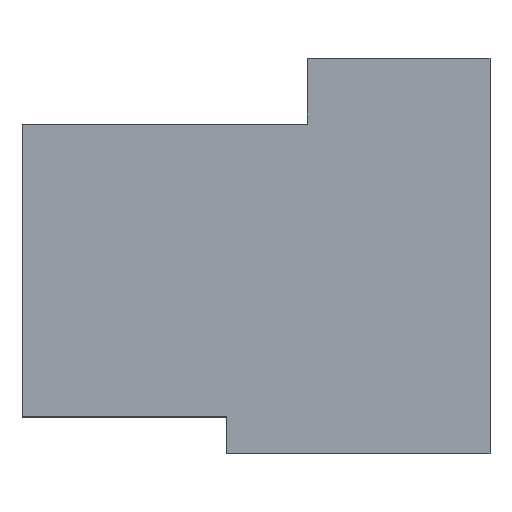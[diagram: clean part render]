
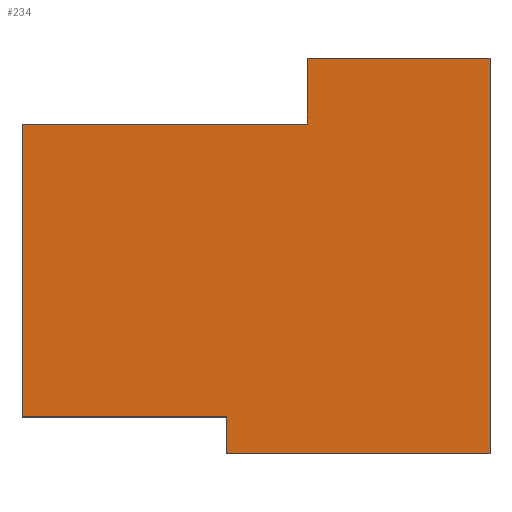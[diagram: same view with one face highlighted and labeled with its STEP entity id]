
A CAD part, top view. The second image highlights one B-rep face of the part: STEP entity #234.
In plain terms, the highlighted planar face has unit normal (0, 0, 1).
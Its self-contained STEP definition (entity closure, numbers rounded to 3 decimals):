
#24 = VERTEX_POINT('',#25);
#25 = CARTESIAN_POINT('',(-46.635,2.873,20.2));
#31 = EDGE_CURVE('',#24,#32,#34,.T.);
#32 = VERTEX_POINT('',#33);
#33 = CARTESIAN_POINT('',(-46.635,-17.127,20.2));
#34 = LINE('',#35,#36);
#35 = CARTESIAN_POINT('',(-46.635,2.873,20.2));
#36 = VECTOR('',#37,1.);
#37 = DIRECTION('',(0.,-1.,0.));
#64 = VERTEX_POINT('',#65);
#65 = CARTESIAN_POINT('',(-27.135,2.873,20.2));
#71 = EDGE_CURVE('',#64,#24,#72,.T.);
#72 = LINE('',#73,#74);
#73 = CARTESIAN_POINT('',(-27.135,2.873,20.2));
#74 = VECTOR('',#75,1.);
#75 = DIRECTION('',(-1.,0.,0.));
#93 = EDGE_CURVE('',#32,#94,#96,.T.);
#94 = VERTEX_POINT('',#95);
#95 = CARTESIAN_POINT('',(-32.635,-17.127,20.2));
#96 = LINE('',#97,#98);
#97 = CARTESIAN_POINT('',(-46.635,-17.127,20.2));
#98 = VECTOR('',#99,1.);
#99 = DIRECTION('',(1.,0.,0.));
#234 = ADVANCED_FACE('',(#235),#278,.F.);
#235 = FACE_BOUND('',#236,.T.);
#236 = EDGE_LOOP('',(#237,#238,#239,#247,#255,#263,#271,#277));
#237 = ORIENTED_EDGE('',*,*,#31,.T.);
#238 = ORIENTED_EDGE('',*,*,#93,.T.);
#239 = ORIENTED_EDGE('',*,*,#240,.T.);
#240 = EDGE_CURVE('',#94,#241,#243,.T.);
#241 = VERTEX_POINT('',#242);
#242 = CARTESIAN_POINT('',(-32.635,-19.627,20.2));
#243 = LINE('',#244,#245);
#244 = CARTESIAN_POINT('',(-32.635,-17.127,20.2));
#245 = VECTOR('',#246,1.);
#246 = DIRECTION('',(0.,-1.,0.));
#247 = ORIENTED_EDGE('',*,*,#248,.T.);
#248 = EDGE_CURVE('',#241,#249,#251,.T.);
#249 = VERTEX_POINT('',#250);
#250 = CARTESIAN_POINT('',(-14.635,-19.627,20.2));
#251 = LINE('',#252,#253);
#252 = CARTESIAN_POINT('',(-32.635,-19.627,20.2));
#253 = VECTOR('',#254,1.);
#254 = DIRECTION('',(1.,0.,0.));
#255 = ORIENTED_EDGE('',*,*,#256,.T.);
#256 = EDGE_CURVE('',#249,#257,#259,.T.);
#257 = VERTEX_POINT('',#258);
#258 = CARTESIAN_POINT('',(-14.635,7.373,20.2));
#259 = LINE('',#260,#261);
#260 = CARTESIAN_POINT('',(-14.635,-19.627,20.2));
#261 = VECTOR('',#262,1.);
#262 = DIRECTION('',(0.,1.,0.));
#263 = ORIENTED_EDGE('',*,*,#264,.T.);
#264 = EDGE_CURVE('',#257,#265,#267,.T.);
#265 = VERTEX_POINT('',#266);
#266 = CARTESIAN_POINT('',(-27.135,7.373,20.2));
#267 = LINE('',#268,#269);
#268 = CARTESIAN_POINT('',(-14.635,7.373,20.2));
#269 = VECTOR('',#270,1.);
#270 = DIRECTION('',(-1.,0.,0.));
#271 = ORIENTED_EDGE('',*,*,#272,.T.);
#272 = EDGE_CURVE('',#265,#64,#273,.T.);
#273 = LINE('',#274,#275);
#274 = CARTESIAN_POINT('',(-27.135,7.373,20.2));
#275 = VECTOR('',#276,1.);
#276 = DIRECTION('',(0.,-1.,0.));
#277 = ORIENTED_EDGE('',*,*,#71,.T.);
#278 = PLANE('',#279);
#279 = AXIS2_PLACEMENT_3D('',#280,#281,#282);
#280 = CARTESIAN_POINT('',(-46.635,2.873,20.2));
#281 = DIRECTION('',(0.,0.,-1.));
#282 = DIRECTION('',(-1.,0.,0.));
